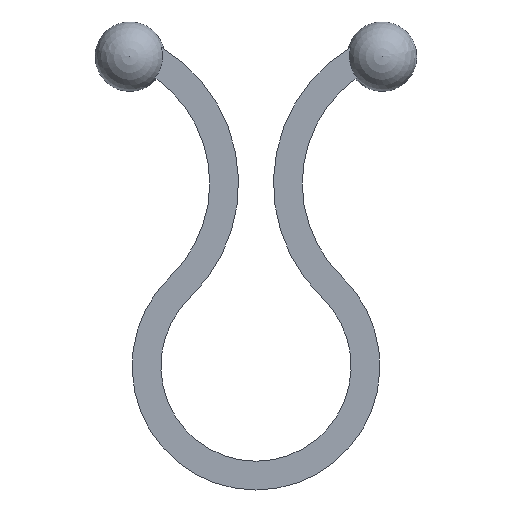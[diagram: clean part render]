
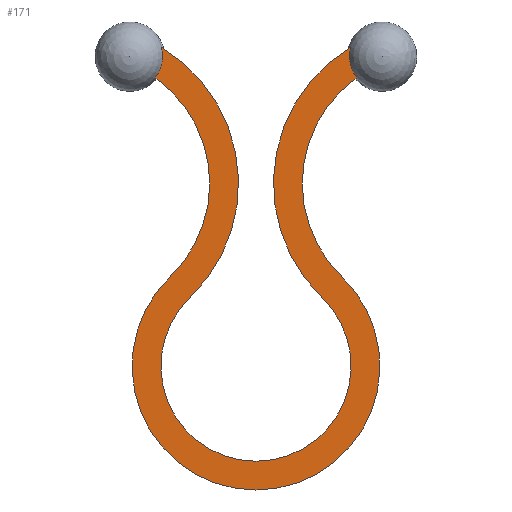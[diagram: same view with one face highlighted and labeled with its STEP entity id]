
A CAD part, front view. The second image highlights one B-rep face of the part: STEP entity #171.
In plain terms, the highlighted planar face has unit normal (0, -1, 0).
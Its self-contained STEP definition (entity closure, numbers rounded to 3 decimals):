
#20=PLANE('',#204);
#37=CIRCLE('',#191,2.262);
#38=CIRCLE('',#193,11.);
#41=CIRCLE('',#197,9.);
#42=CIRCLE('',#199,6.6);
#45=CIRCLE('',#203,8.6);
#46=CIRCLE('',#205,11.);
#47=CIRCLE('',#206,2.262);
#48=CIRCLE('',#207,9.);
#72=ORIENTED_EDGE('',*,*,#116,.F.);
#73=ORIENTED_EDGE('',*,*,#117,.T.);
#74=ORIENTED_EDGE('',*,*,#118,.T.);
#75=ORIENTED_EDGE('',*,*,#114,.T.);
#76=ORIENTED_EDGE('',*,*,#108,.T.);
#77=ORIENTED_EDGE('',*,*,#103,.T.);
#78=ORIENTED_EDGE('',*,*,#104,.F.);
#79=ORIENTED_EDGE('',*,*,#110,.F.);
#103=EDGE_CURVE('',#125,#127,#37,.F.);
#104=EDGE_CURVE('',#128,#127,#38,.T.);
#108=EDGE_CURVE('',#131,#125,#41,.T.);
#110=EDGE_CURVE('',#132,#128,#42,.T.);
#114=EDGE_CURVE('',#135,#131,#45,.T.);
#116=EDGE_CURVE('',#136,#132,#46,.T.);
#117=EDGE_CURVE('',#136,#137,#47,.F.);
#118=EDGE_CURVE('',#137,#135,#48,.T.);
#125=VERTEX_POINT('',#280);
#127=VERTEX_POINT('',#287);
#128=VERTEX_POINT('',#291);
#131=VERTEX_POINT('',#299);
#132=VERTEX_POINT('',#303);
#135=VERTEX_POINT('',#311);
#136=VERTEX_POINT('',#315);
#137=VERTEX_POINT('',#317);
#149=EDGE_LOOP('',(#72,#73,#74,#75,#76,#77,#78,#79));
#159=FACE_BOUND('',#149,.T.);
#171=ADVANCED_FACE('',(#159),#20,.T.);
#191=AXIS2_PLACEMENT_3D('',#288,#221,#222);
#193=AXIS2_PLACEMENT_3D('',#290,#225,#226);
#197=AXIS2_PLACEMENT_3D('',#298,#234,#235);
#199=AXIS2_PLACEMENT_3D('',#302,#239,#240);
#203=AXIS2_PLACEMENT_3D('',#310,#248,#249);
#204=AXIS2_PLACEMENT_3D('',#313,#251,#252);
#205=AXIS2_PLACEMENT_3D('',#314,#253,#254);
#206=AXIS2_PLACEMENT_3D('',#316,#255,#256);
#207=AXIS2_PLACEMENT_3D('',#318,#257,#258);
#221=DIRECTION('',(0.,-1.,0.));
#222=DIRECTION('',(0.,0.,-1.));
#225=DIRECTION('',(0.,1.,0.));
#226=DIRECTION('',(-0.694,0.,-0.72));
#234=DIRECTION('',(0.,1.,0.));
#235=DIRECTION('',(-0.694,0.,-0.72));
#239=DIRECTION('',(0.,-1.,0.));
#240=DIRECTION('',(-0.694,0.,0.72));
#248=DIRECTION('',(0.,-1.,0.));
#249=DIRECTION('',(-0.694,0.,0.72));
#251=DIRECTION('',(0.,-1.,0.));
#252=DIRECTION('',(0.,0.,-1.));
#253=DIRECTION('',(0.,1.,0.));
#254=DIRECTION('',(0.315,0.,0.949));
#255=DIRECTION('',(0.,-1.,0.));
#256=DIRECTION('',(0.,0.,-1.));
#257=DIRECTION('',(0.,1.,0.));
#258=DIRECTION('',(0.315,0.,0.949));
#280=CARTESIAN_POINT('',(7.014,-0.875,28.625));
#287=CARTESIAN_POINT('',(6.585,-0.875,30.729));
#288=CARTESIAN_POINT('',(8.75,-0.875,30.075));
#290=CARTESIAN_POINT('',(12.21,-0.875,21.276));
#291=CARTESIAN_POINT('',(4.579,-0.875,13.354));
#298=CARTESIAN_POINT('',(12.21,-0.875,21.276));
#299=CARTESIAN_POINT('',(5.966,-0.875,14.794));
#302=CARTESIAN_POINT('',(0.,-0.875,8.6));
#303=CARTESIAN_POINT('',(-4.579,-0.875,13.354));
#310=CARTESIAN_POINT('',(0.,-0.875,8.6));
#311=CARTESIAN_POINT('',(-5.966,-0.875,14.794));
#313=CARTESIAN_POINT('',(-9.379,-0.875,29.819));
#314=CARTESIAN_POINT('',(-12.21,-0.875,21.276));
#315=CARTESIAN_POINT('',(-6.585,-0.875,30.729));
#316=CARTESIAN_POINT('',(-8.75,-0.875,30.075));
#317=CARTESIAN_POINT('',(-7.014,-0.875,28.625));
#318=CARTESIAN_POINT('',(-12.21,-0.875,21.276));
